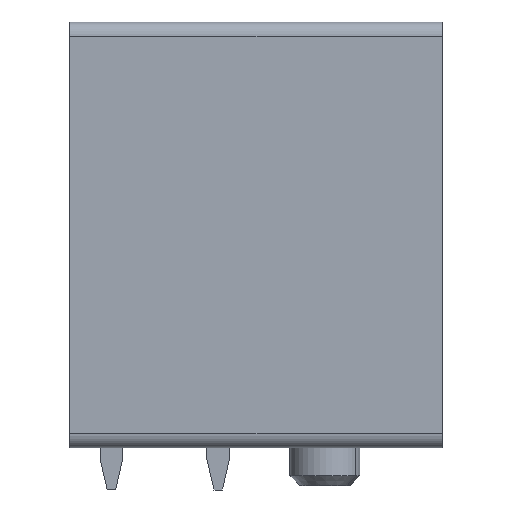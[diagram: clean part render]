
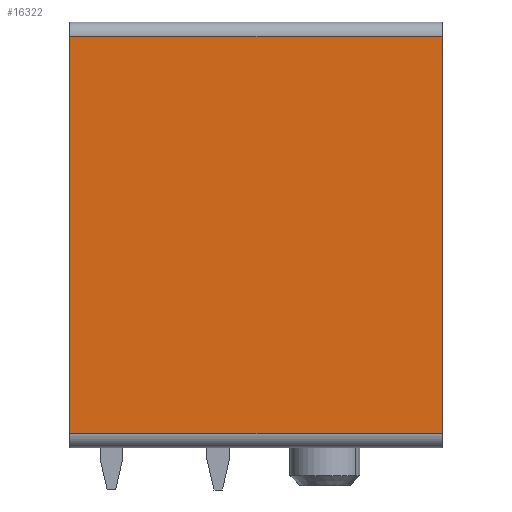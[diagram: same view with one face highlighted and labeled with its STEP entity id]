
A CAD part, left-side view. The second image highlights one B-rep face of the part: STEP entity #16322.
In plain terms, the highlighted planar face has unit normal (-1, 0, 0).
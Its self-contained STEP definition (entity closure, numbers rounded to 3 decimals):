
#16314=AXIS2_PLACEMENT_3D('Plane Axis2P3D',#16311,#16312,#16313) ;
#140=CARTESIAN_POINT('Vertex',(0.,0.,16.2)) ;
#143=CARTESIAN_POINT('Line Origine',(0.,0.,9.1)) ;
#147=CARTESIAN_POINT('Vertex',(0.,0.,2.)) ;
#2283=CARTESIAN_POINT('Vertex',(0.,13.3,2.)) ;
#2286=CARTESIAN_POINT('Line Origine',(0.,13.3,9.1)) ;
#2290=CARTESIAN_POINT('Vertex',(0.,13.3,16.2)) ;
#16282=CARTESIAN_POINT('Line Origine',(0.,6.65,16.2)) ;
#16299=CARTESIAN_POINT('Line Origine',(0.,6.65,2.)) ;
#16311=CARTESIAN_POINT('Axis2P3D Location',(0.,0.,0.)) ;
#144=DIRECTION('Vector Direction',(0.,0.,-1.)) ;
#2287=DIRECTION('Vector Direction',(0.,0.,1.)) ;
#16283=DIRECTION('Vector Direction',(0.,1.,0.)) ;
#16300=DIRECTION('Vector Direction',(0.,1.,0.)) ;
#16312=DIRECTION('Axis2P3D Direction',(-1.,0.,0.)) ;
#16313=DIRECTION('Axis2P3D XDirection',(0.,-1.,0.)) ;
#145=VECTOR('Line Direction',#144,1.) ;
#2288=VECTOR('Line Direction',#2287,1.) ;
#16284=VECTOR('Line Direction',#16283,1.) ;
#16301=VECTOR('Line Direction',#16300,1.) ;
#16317=ORIENTED_EDGE('',*,*,#149,.T.) ;
#16318=ORIENTED_EDGE('',*,*,#16286,.T.) ;
#16319=ORIENTED_EDGE('',*,*,#2292,.T.) ;
#16320=ORIENTED_EDGE('',*,*,#16303,.T.) ;
#16322=ADVANCED_FACE('HOUSING',(#16321),#16315,.T.) ;
#149=EDGE_CURVE('',#148,#141,#146,.F.) ;
#2292=EDGE_CURVE('',#2291,#2284,#2289,.F.) ;
#16286=EDGE_CURVE('',#141,#2291,#16285,.T.) ;
#16303=EDGE_CURVE('',#2284,#148,#16302,.F.) ;
#16316=EDGE_LOOP('',(#16317,#16318,#16319,#16320)) ;
#16321=FACE_OUTER_BOUND('',#16316,.T.) ;
#146=LINE('Line',#143,#145) ;
#2289=LINE('Line',#2286,#2288) ;
#16285=LINE('Line',#16282,#16284) ;
#16302=LINE('Line',#16299,#16301) ;
#16315=PLANE('',#16314) ;
#141=VERTEX_POINT('',#140) ;
#148=VERTEX_POINT('',#147) ;
#2284=VERTEX_POINT('',#2283) ;
#2291=VERTEX_POINT('',#2290) ;
